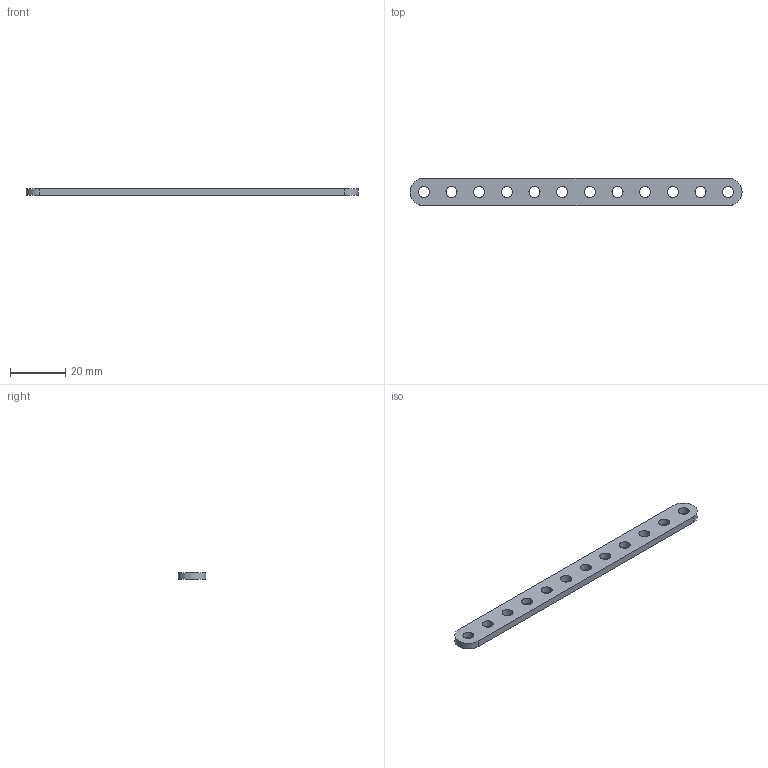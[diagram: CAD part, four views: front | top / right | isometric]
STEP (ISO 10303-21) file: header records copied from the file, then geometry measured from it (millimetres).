
FILE_DESCRIPTION(('Open CASCADE Model'),'2;1');
FILE_NAME('Open CASCADE Shape Model','2025-01-18T14:23:25',('Author'),( 'Open CASCADE'),'Open CASCADE STEP processor 7.7','Open CASCADE 7.7' ,'Unknown');
FILE_SCHEMA(('AUTOMOTIVE_DESIGN { 1 0 10303 214 1 1 1 1 }'));
Length unit declared in the file: millimetre
Products named in the file (1): Open CASCADE STEP translator 7.7 12
Bounding box: 120 x 10 x 2.5 mm (x, y, z)
Volume: 2569.4 mm3; surface area: 3061 mm2
Topology: 1 solids, 1 shells, 18 faces, 48 edges, 32 vertices
Faces by surface type: cylinder 14, plane 4
Full cylindrical faces by diameter (mm): 4 x12
Entity records: 1262 total; most frequent: DIRECTION 210, CARTESIAN_POINT 195, ORIENTED_EDGE 96, PCURVE 96, DEFINITIONAL_REPRESENTATION 96, LINE 88, VECTOR 88, CIRCLE 56
